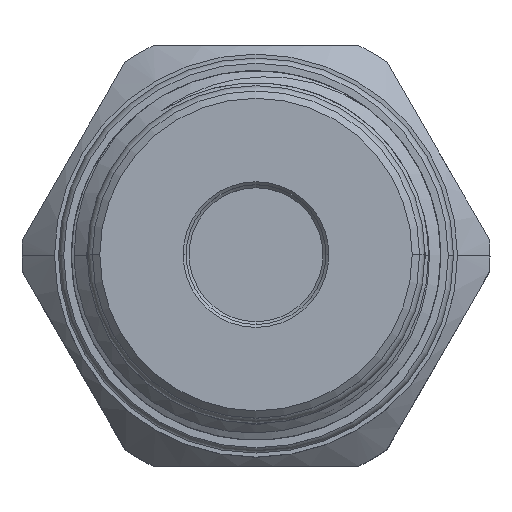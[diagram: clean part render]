
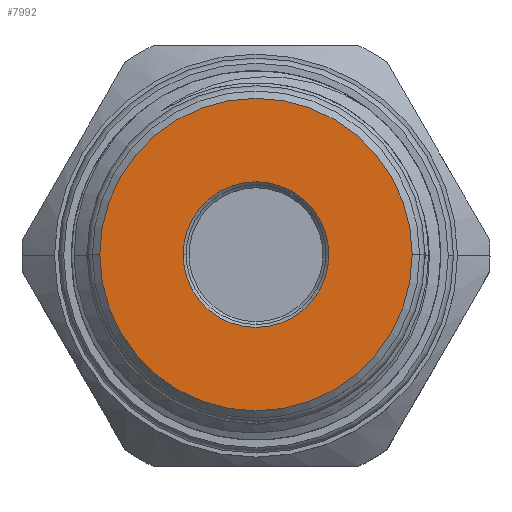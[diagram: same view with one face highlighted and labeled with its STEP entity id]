
A CAD part, top view. The second image highlights one B-rep face of the part: STEP entity #7992.
In plain terms, the highlighted planar face has unit normal (0, 0, 1).
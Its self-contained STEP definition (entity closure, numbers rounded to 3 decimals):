
#214 = AXIS2_PLACEMENT_3D ( 'NONE', #14986, #14567, #14981 ) ;
#297 = AXIS2_PLACEMENT_3D ( 'NONE', #14580, #14547, #14543 ) ;
#316 = AXIS2_PLACEMENT_3D ( 'NONE', #12900, #12876, #12878 ) ;
#2938 = PLANE ( 'NONE',  #9519 ) ;
#2939 = CARTESIAN_POINT ( 'NONE',  ( 0., 0., 1.69 ) ) ;
#2944 = DIRECTION ( 'NONE',  ( 0., 0., -1. ) ) ;
#2945 = DIRECTION ( 'NONE',  ( -1., 0., 0. ) ) ;
#3477 = VERTEX_POINT ( 'NONE', #15208 ) ;
#3482 = VERTEX_POINT ( 'NONE', #15146 ) ;
#3729 = EDGE_LOOP ( 'NONE', ( #5770, #5147 ) ) ;
#3744 = EDGE_LOOP ( 'NONE', ( #5580, #5589 ) ) ;
#3956 = VERTEX_POINT ( 'NONE', #7472 ) ;
#4141 = VERTEX_POINT ( 'NONE', #7520 ) ;
#4357 = DIRECTION ( 'NONE',  ( -1., 0., 0. ) ) ;
#4358 = CARTESIAN_POINT ( 'NONE',  ( 0., 0., 1.69 ) ) ;
#4362 = DIRECTION ( 'NONE',  ( 0., 0., -1. ) ) ;
#5147 = ORIENTED_EDGE ( 'NONE', *, *, #7186, .T. ) ;
#5580 = ORIENTED_EDGE ( 'NONE', *, *, #7164, .F. ) ;
#5589 = ORIENTED_EDGE ( 'NONE', *, *, #7391, .F. ) ;
#5770 = ORIENTED_EDGE ( 'NONE', *, *, #7110, .T. ) ;
#7110 = EDGE_CURVE ( 'NONE', #3477, #3956, #14163, .T. ) ;
#7164 = EDGE_CURVE ( 'NONE', #4141, #3482, #13970, .T. ) ;
#7186 = EDGE_CURVE ( 'NONE', #3956, #3477, #13940, .T. ) ;
#7391 = EDGE_CURVE ( 'NONE', #3482, #4141, #13380, .T. ) ;
#7472 = CARTESIAN_POINT ( 'NONE',  ( -4.95, 0., 1.69 ) ) ;
#7520 = CARTESIAN_POINT ( 'NONE',  ( -10.615, 0., 1.69 ) ) ;
#7992 = ADVANCED_FACE ( 'NONE', ( #16116, #16113 ), #2938, .F. ) ;
#8495 = AXIS2_PLACEMENT_3D ( 'NONE', #4358, #4362, #4357 ) ;
#9519 = AXIS2_PLACEMENT_3D ( 'NONE', #2939, #2944, #2945 ) ;
#12876 = DIRECTION ( 'NONE',  ( 0., 0., -1. ) ) ;
#12878 = DIRECTION ( 'NONE',  ( -1., 0., 0. ) ) ;
#12900 = CARTESIAN_POINT ( 'NONE',  ( 0., 0., 1.69 ) ) ;
#13380 = CIRCLE ( 'NONE', #8495, 10.615 ) ;
#13940 = CIRCLE ( 'NONE', #214, 4.95 ) ;
#13970 = CIRCLE ( 'NONE', #297, 10.615 ) ;
#14163 = CIRCLE ( 'NONE', #316, 4.95 ) ;
#14543 = DIRECTION ( 'NONE',  ( -1., 0., 0. ) ) ;
#14547 = DIRECTION ( 'NONE',  ( 0., 0., -1. ) ) ;
#14567 = DIRECTION ( 'NONE',  ( 0., 0., -1. ) ) ;
#14580 = CARTESIAN_POINT ( 'NONE',  ( 0., 0., 1.69 ) ) ;
#14981 = DIRECTION ( 'NONE',  ( -1., 0., 0. ) ) ;
#14986 = CARTESIAN_POINT ( 'NONE',  ( 0., 0., 1.69 ) ) ;
#15146 = CARTESIAN_POINT ( 'NONE',  ( 10.615, 0., 1.69 ) ) ;
#15208 = CARTESIAN_POINT ( 'NONE',  ( 4.95, 0., 1.69 ) ) ;
#16113 = FACE_BOUND ( 'NONE', #3729, .T. ) ;
#16116 = FACE_OUTER_BOUND ( 'NONE', #3744, .T. ) ;
